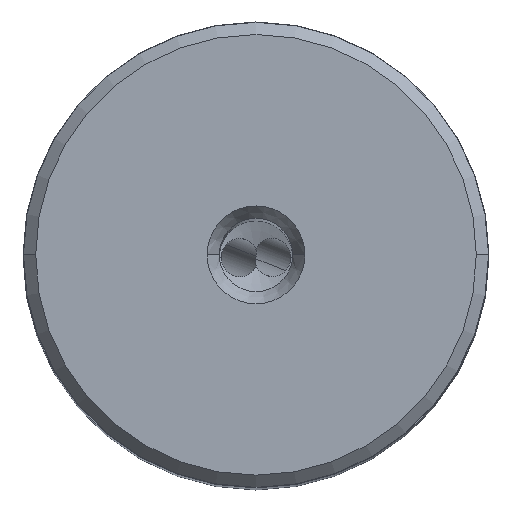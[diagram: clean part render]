
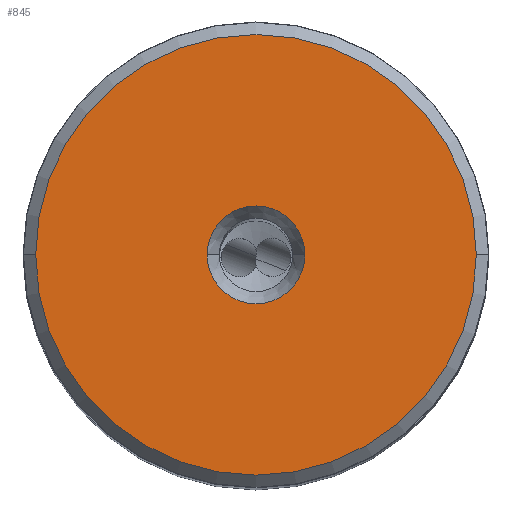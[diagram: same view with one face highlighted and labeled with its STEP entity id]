
A CAD part, top view. The second image highlights one B-rep face of the part: STEP entity #845.
In plain terms, the highlighted planar face has unit normal (0, 0, 1).
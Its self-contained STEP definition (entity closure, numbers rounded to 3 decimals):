
#246=PLANE('',#5755);
#285=FACE_BOUND('',#1479,.T.);
#286=FACE_BOUND('',#1480,.T.);
#845=ADVANCED_FACE('',(#285,#286),#246,.T.);
#1479=EDGE_LOOP('',(#2744,#2745));
#1480=EDGE_LOOP('',(#2746,#2747));
#1786=CIRCLE('',#5750,4.);
#1787=CIRCLE('',#5752,18.015);
#1788=CIRCLE('',#5753,18.015);
#1789=CIRCLE('',#5754,4.);
#2744=ORIENTED_EDGE('',*,*,#4694,.F.);
#2745=ORIENTED_EDGE('',*,*,#4695,.F.);
#2746=ORIENTED_EDGE('',*,*,#4696,.F.);
#2747=ORIENTED_EDGE('',*,*,#4693,.F.);
#4000=VERTEX_POINT('',#12024);
#4001=VERTEX_POINT('',#12026);
#4002=VERTEX_POINT('',#12030);
#4003=VERTEX_POINT('',#12031);
#4693=EDGE_CURVE('',#4001,#4000,#1786,.T.);
#4694=EDGE_CURVE('',#4002,#4003,#1787,.T.);
#4695=EDGE_CURVE('',#4003,#4002,#1788,.T.);
#4696=EDGE_CURVE('',#4000,#4001,#1789,.T.);
#5750=AXIS2_PLACEMENT_3D('',#12027,#6790,#6791);
#5752=AXIS2_PLACEMENT_3D('',#12029,#6794,#6795);
#5753=AXIS2_PLACEMENT_3D('',#12032,#6796,#6797);
#5754=AXIS2_PLACEMENT_3D('',#12033,#6798,#6799);
#5755=AXIS2_PLACEMENT_3D('',#12034,#6800,#6801);
#6790=DIRECTION('',(0.,0.,1.));
#6791=DIRECTION('',(-1.,0.,0.));
#6794=DIRECTION('',(0.,0.,-1.));
#6795=DIRECTION('',(1.,0.,0.));
#6796=DIRECTION('',(0.,0.,-1.));
#6797=DIRECTION('',(-1.,0.,0.));
#6798=DIRECTION('',(0.,0.,1.));
#6799=DIRECTION('',(1.,0.,0.));
#6800=DIRECTION('',(0.,0.,1.));
#6801=DIRECTION('',(-1.,0.,0.));
#12024=CARTESIAN_POINT('',(4.,0.,0.));
#12026=CARTESIAN_POINT('',(-4.,0.,0.));
#12027=CARTESIAN_POINT('',(0.,0.,0.));
#12029=CARTESIAN_POINT('',(0.,0.,0.));
#12030=CARTESIAN_POINT('',(18.015,0.,0.));
#12031=CARTESIAN_POINT('',(-18.015,0.,0.));
#12032=CARTESIAN_POINT('',(0.,0.,0.));
#12033=CARTESIAN_POINT('',(0.,0.,0.));
#12034=CARTESIAN_POINT('',(0.,0.,0.));
